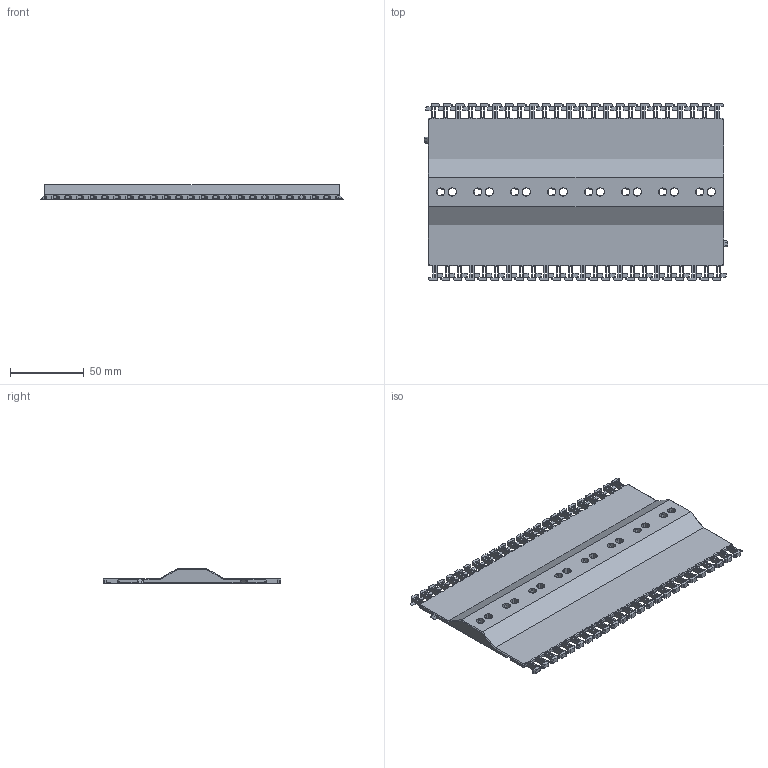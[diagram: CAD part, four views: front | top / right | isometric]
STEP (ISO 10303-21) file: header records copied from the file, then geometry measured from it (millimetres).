
FILE_DESCRIPTION(('FreeCAD Model'),'2;1');
FILE_NAME('Open CASCADE Shape Model','2025-04-22T17:31:13',(''),(''), 'Open CASCADE STEP processor 7.8','FreeCAD','Unknown');
FILE_SCHEMA(('AUTOMOTIVE_DESIGN { 1 0 10303 214 1 1 1 1 }'));
Length unit declared in the file: millimetre
Products named in the file (1): Comb
Bounding box: 204.8 x 120 x 10 mm (x, y, z)
Volume: 101257.1 mm3; surface area: 55297.6 mm2
Topology: 1 solids, 1 shells, 1646 faces, 4870 edges, 3228 vertices
Faces by surface type: plane 978, cylinder 620, extrusion 36, cone 12
Full cylindrical faces by diameter (mm): 5.4 x8
Entity records: 58290 total; most frequent: CARTESIAN_POINT 12527, ORIENTED_EDGE 9740, DIRECTION 9652, EDGE_CURVE 4870, VECTOR 3342, LINE 3306, VERTEX_POINT 3228, AXIS2_PLACEMENT_3D 3155
